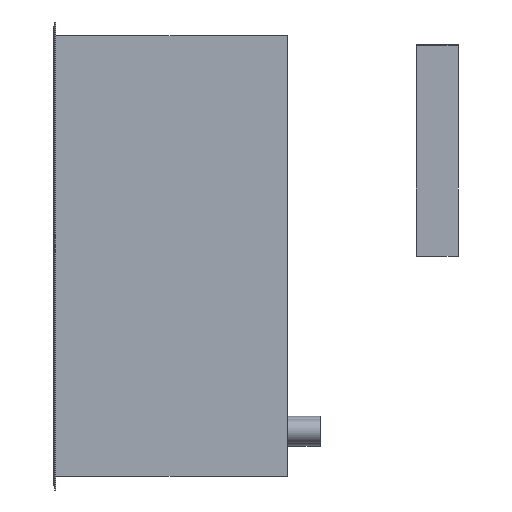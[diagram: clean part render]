
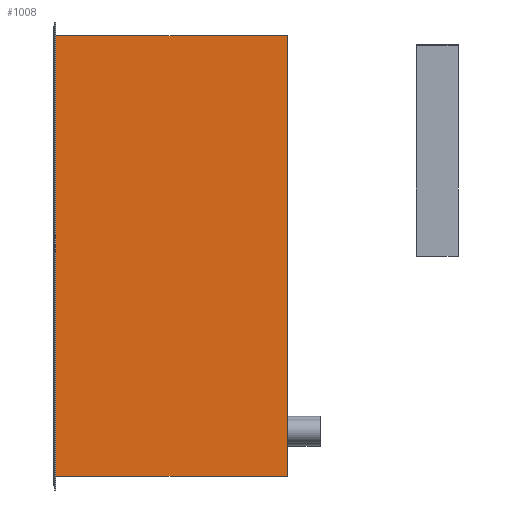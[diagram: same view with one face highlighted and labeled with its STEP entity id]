
A CAD part, left-side view. The second image highlights one B-rep face of the part: STEP entity #1008.
In plain terms, the highlighted planar face has unit normal (-1, 0, 0).
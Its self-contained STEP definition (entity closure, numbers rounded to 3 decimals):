
#40=PLANE('',#1103);
#102=FACE_OUTER_BOUND('',#164,.T.);
#164=EDGE_LOOP('',(#763,#764,#765,#766));
#241=LINE('',#1488,#371);
#242=LINE('',#1491,#372);
#243=LINE('',#1493,#373);
#244=LINE('',#1494,#374);
#371=VECTOR('',#1214,10.);
#372=VECTOR('',#1217,10.);
#373=VECTOR('',#1218,10.);
#374=VECTOR('',#1219,10.);
#509=VERTEX_POINT('',#1484);
#510=VERTEX_POINT('',#1486);
#511=VERTEX_POINT('',#1490);
#512=VERTEX_POINT('',#1492);
#609=EDGE_CURVE('',#509,#510,#241,.T.);
#610=EDGE_CURVE('',#511,#509,#242,.T.);
#611=EDGE_CURVE('',#512,#510,#243,.T.);
#612=EDGE_CURVE('',#511,#512,#244,.T.);
#763=ORIENTED_EDGE('',*,*,#610,.T.);
#764=ORIENTED_EDGE('',*,*,#609,.T.);
#765=ORIENTED_EDGE('',*,*,#611,.F.);
#766=ORIENTED_EDGE('',*,*,#612,.F.);
#1008=ADVANCED_FACE('',(#102),#40,.T.);
#1103=AXIS2_PLACEMENT_3D('',#1489,#1215,#1216);
#1214=DIRECTION('',(0.,1.,0.));
#1215=DIRECTION('center_axis',(-1.,0.,0.));
#1216=DIRECTION('ref_axis',(0.,0.,1.));
#1217=DIRECTION('',(0.,0.,1.));
#1218=DIRECTION('',(0.,0.,1.));
#1219=DIRECTION('',(0.,1.,0.));
#1484=CARTESIAN_POINT('',(-237.5,0.,367.5));
#1486=CARTESIAN_POINT('',(-237.5,387.,367.5));
#1488=CARTESIAN_POINT('',(-237.5,0.,367.5));
#1489=CARTESIAN_POINT('Origin',(-237.5,0.,-367.5));
#1490=CARTESIAN_POINT('',(-237.5,0.,-367.5));
#1491=CARTESIAN_POINT('',(-237.5,0.,-367.5));
#1492=CARTESIAN_POINT('',(-237.5,387.,-367.5));
#1493=CARTESIAN_POINT('',(-237.5,387.,-367.5));
#1494=CARTESIAN_POINT('',(-237.5,0.,-367.5));
